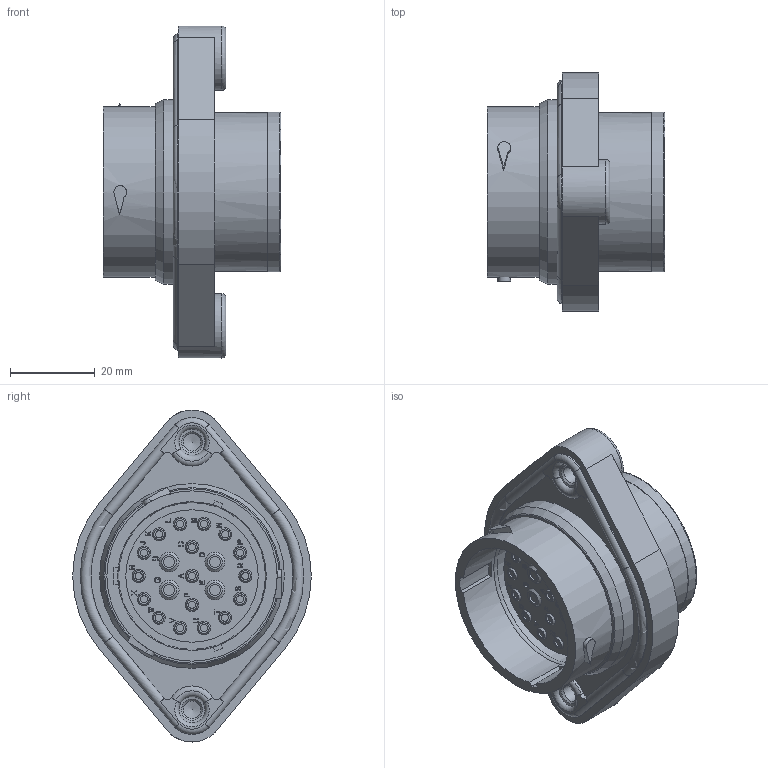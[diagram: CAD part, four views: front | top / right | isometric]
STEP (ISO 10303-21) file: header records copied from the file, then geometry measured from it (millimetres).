
FILE_DESCRIPTION(/* description */ ('STEP AP214'),/* implementation_level */ '2;1');
FILE_NAME(/* name */ 'AHDP02-24-21PN-SRA',/* time_stamp */ '2023-01-30T08:44:03+01:00',/* author */ ('License CC BY-ND 4.0'),/* organization */ ('CADENAS'),/* preprocessor_version */ 'ST-DEVELOPER v18.102',/* originating_system */ 'PARTsolutions',/* authorisation */ ' ');
FILE_SCHEMA (('AUTOMOTIVE_DESIGN {1 0 10303 214 3 1 1}'));
Length unit declared in the file: millimetre
Products named in the file (1): AHDP02-24-21PN-SRA
Bounding box: 41.8 x 56.2 x 78.2 mm (x, y, z)
Volume: 48760.9 mm3; surface area: 18243.8 mm2
Topology: 1 solids, 1 shells, 991 faces, 2506 edges, 1668 vertices
Faces by surface type: plane 672, cylinder 233, torus 60, cone 26
Full cylindrical faces by diameter (mm): 1.7 x17, 2.55 x4, 4.134 x2, 4.3 x17, 5.3 x4, 15.2 x2, 31.2 x1, 31.65 x1, 31.75 x1, 35 x2, 37.4 x1, 37.6 x1, 40.1 x1, 43.5 x1
Entity records: 35650 total; most frequent: CARTESIAN_POINT 5021, DIRECTION 4921, ORIENTED_EDGE 4648, EDGE_CURVE 2324, LINE 1669, VECTOR 1669, AXIS2_PLACEMENT_3D 1626, VERTEX_POINT 1619
